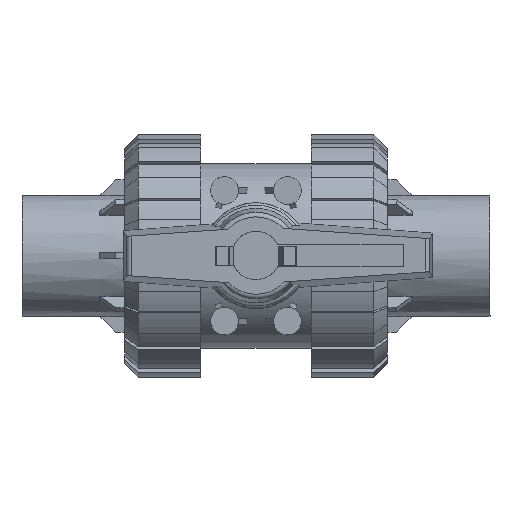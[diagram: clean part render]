
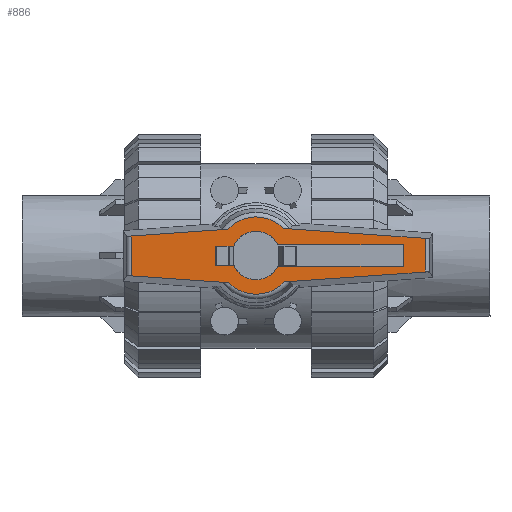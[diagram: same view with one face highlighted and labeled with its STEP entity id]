
A CAD part, top view. The second image highlights one B-rep face of the part: STEP entity #886.
In plain terms, the highlighted planar face has unit normal (0, 0, 1).
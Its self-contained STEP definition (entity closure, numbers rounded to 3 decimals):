
#886=ADVANCED_FACE('',(#2081,#2082),#2083,.T.);
#2081=FACE_BOUND('',#3657,.T.);
#2082=FACE_OUTER_BOUND('',#3658,.T.);
#2083=PLANE('',#3659);
#3657=EDGE_LOOP('',(#6542,#6543,#6544,#6545,#6546,#6547,#6548,#6549));
#3658=EDGE_LOOP('',(#6550,#6551,#6552,#6553,#6554,#6555,#6556,#6557));
#3659=AXIS2_PLACEMENT_3D('',#6558,#6559,#6560);
#6542=ORIENTED_EDGE('',*,*,#10507,.T.);
#6543=ORIENTED_EDGE('',*,*,#10578,.T.);
#6544=ORIENTED_EDGE('',*,*,#10685,.T.);
#6545=ORIENTED_EDGE('',*,*,#10693,.T.);
#6546=ORIENTED_EDGE('',*,*,#10489,.T.);
#6547=ORIENTED_EDGE('',*,*,#10429,.T.);
#6548=ORIENTED_EDGE('',*,*,#10420,.T.);
#6549=ORIENTED_EDGE('',*,*,#10498,.T.);
#6550=ORIENTED_EDGE('',*,*,#10642,.T.);
#6551=ORIENTED_EDGE('',*,*,#10797,.T.);
#6552=ORIENTED_EDGE('',*,*,#10739,.T.);
#6553=ORIENTED_EDGE('',*,*,#10746,.F.);
#6554=ORIENTED_EDGE('',*,*,#10674,.T.);
#6555=ORIENTED_EDGE('',*,*,#10777,.T.);
#6556=ORIENTED_EDGE('',*,*,#10720,.T.);
#6557=ORIENTED_EDGE('',*,*,#10727,.T.);
#6558=CARTESIAN_POINT('',(7.994,0.0,160.5));
#6559=DIRECTION('',(0.0,0.0,1.0));
#6560=DIRECTION('',(1.0,0.0,0.0));
#10420=EDGE_CURVE('',#12442,#12443,#12444,.T.);
#10429=EDGE_CURVE('',#12457,#12442,#12458,.T.);
#10489=EDGE_CURVE('',#12554,#12457,#12555,.T.);
#10498=EDGE_CURVE('',#12443,#12568,#12569,.T.);
#10507=EDGE_CURVE('',#12568,#12579,#12580,.T.);
#10578=EDGE_CURVE('',#12579,#12671,#12673,.T.);
#10642=EDGE_CURVE('',#12781,#12779,#12782,.T.);
#10674=EDGE_CURVE('',#12836,#12834,#12837,.T.);
#10685=EDGE_CURVE('',#12671,#12854,#12855,.T.);
#10693=EDGE_CURVE('',#12854,#12554,#12864,.T.);
#10720=EDGE_CURVE('',#12901,#12899,#12902,.T.);
#10727=EDGE_CURVE('',#12899,#12781,#12912,.T.);
#10739=EDGE_CURVE('',#12929,#12927,#12930,.T.);
#10746=EDGE_CURVE('',#12836,#12927,#12940,.T.);
#10777=EDGE_CURVE('',#12834,#12901,#12977,.T.);
#10797=EDGE_CURVE('',#12779,#12929,#12997,.T.);
#12442=VERTEX_POINT('',#15429);
#12443=VERTEX_POINT('',#15430);
#12444=LINE('',#15431,#15432);
#12457=VERTEX_POINT('',#15451);
#12458=LINE('',#15452,#15453);
#12554=VERTEX_POINT('',#15582);
#12555=CIRCLE('',#15583,10.0);
#12568=VERTEX_POINT('',#15598);
#12569=LINE('',#15599,#15600);
#12579=VERTEX_POINT('',#15615);
#12580=CIRCLE('',#15616,10.0);
#12671=VERTEX_POINT('',#15740);
#12673=LINE('',#15743,#15744);
#12779=VERTEX_POINT('',#16049);
#12781=VERTEX_POINT('',#16076);
#12782=LINE('',#16077,#16078);
#12834=VERTEX_POINT('',#16244);
#12836=VERTEX_POINT('',#16271);
#12837=LINE('',#16272,#16273);
#12854=VERTEX_POINT('',#16295);
#12855=LINE('',#16296,#16297);
#12864=LINE('',#16309,#16310);
#12899=VERTEX_POINT('',#16355);
#12901=VERTEX_POINT('',#16357);
#12902=LINE('',#16358,#16359);
#12912=LINE('',#16429,#16430);
#12927=VERTEX_POINT('',#16449);
#12929=VERTEX_POINT('',#16451);
#12930=LINE('',#16452,#16453);
#12940=LINE('',#16523,#16524);
#12977=CIRCLE('',#16633,15.988);
#12997=CIRCLE('',#16653,15.988);
#15429=CARTESIAN_POINT('',(60.833,4.375,160.5));
#15430=CARTESIAN_POINT('',(60.833,-4.375,160.5));
#15431=CARTESIAN_POINT('',(60.833,0.0,160.5));
#15432=VECTOR('',#21877,1.0);
#15451=CARTESIAN_POINT('',(8.992,4.375,160.5));
#15452=CARTESIAN_POINT('',(19.205,4.375,160.5));
#15453=VECTOR('',#21884,1.0);
#15582=CARTESIAN_POINT('',(-9.192,3.938,160.5));
#15583=AXIS2_PLACEMENT_3D('',#21972,#21973,#21974);
#15598=CARTESIAN_POINT('',(8.992,-4.375,160.5));
#15599=CARTESIAN_POINT('',(19.205,-4.375,160.5));
#15600=VECTOR('',#21989,1.0);
#15615=CARTESIAN_POINT('',(-9.192,-3.938,160.5));
#15616=AXIS2_PLACEMENT_3D('',#21995,#21996,#21997);
#15740=CARTESIAN_POINT('',(-16.933,-3.938,160.5));
#15743=CARTESIAN_POINT('',(-2.601,-3.938,160.5));
#15744=VECTOR('',#22065,1.0);
#16049=CARTESIAN_POINT('',(-11.394,-11.216,160.5));
#16076=CARTESIAN_POINT('',(-51.662,-8.4,160.5));
#16077=CARTESIAN_POINT('',(-4.192,-11.72,160.5));
#16078=VECTOR('',#22119,1.0);
#16244=CARTESIAN_POINT('',(11.394,11.216,160.5));
#16271=CARTESIAN_POINT('',(69.912,7.124,160.5));
#16272=CARTESIAN_POINT('',(37.881,9.364,160.5));
#16273=VECTOR('',#22147,1.0);
#16295=CARTESIAN_POINT('',(-16.933,3.938,160.5));
#16296=CARTESIAN_POINT('',(-16.933,5.906,160.5));
#16297=VECTOR('',#22162,1.0);
#16309=CARTESIAN_POINT('',(-2.601,3.938,160.5));
#16310=VECTOR('',#22169,1.0);
#16355=CARTESIAN_POINT('',(-51.662,8.09,160.5));
#16357=CARTESIAN_POINT('',(-11.712,10.883,160.5));
#16358=CARTESIAN_POINT('',(-3.074,11.487,160.5));
#16359=VECTOR('',#22201,1.0);
#16429=CARTESIAN_POINT('',(-51.662,15.75,160.5));
#16430=VECTOR('',#22203,1.0);
#16449=CARTESIAN_POINT('',(69.912,-6.814,160.5));
#16451=CARTESIAN_POINT('',(11.712,-10.883,160.5));
#16452=CARTESIAN_POINT('',(38.956,-8.978,160.5));
#16453=VECTOR('',#22217,1.0);
#16523=CARTESIAN_POINT('',(69.912,15.75,160.5));
#16524=VECTOR('',#22219,1.0);
#16633=AXIS2_PLACEMENT_3D('',#22254,#22255,#22256);
#16653=AXIS2_PLACEMENT_3D('',#22281,#22282,#22283);
#21877=DIRECTION('',(0.0,-1.0,0.0));
#21884=DIRECTION('',(1.0,0.0,-0.0));
#21972=CARTESIAN_POINT('',(0.0,0.0,160.5));
#21973=DIRECTION('',(0.0,0.0,-1.0));
#21974=DIRECTION('',(1.0,0.0,0.0));
#21989=DIRECTION('',(-1.0,0.0,0.0));
#21995=CARTESIAN_POINT('',(0.0,0.0,160.5));
#21996=DIRECTION('',(0.0,0.0,-1.0));
#21997=DIRECTION('',(1.0,0.0,0.0));
#22065=DIRECTION('',(-1.0,0.0,0.0));
#22119=DIRECTION('',(0.998,-0.07,0.0));
#22147=DIRECTION('',(-0.998,0.07,0.0));
#22162=DIRECTION('',(0.0,1.0,-0.0));
#22169=DIRECTION('',(1.0,0.0,0.0));
#22201=DIRECTION('',(-0.998,-0.07,0.0));
#22203=DIRECTION('',(0.0,-1.0,0.0));
#22217=DIRECTION('',(0.998,0.07,-0.0));
#22219=DIRECTION('',(0.0,-1.0,0.0));
#22254=CARTESIAN_POINT('',(0.0,0.0,160.5));
#22255=DIRECTION('',(0.0,0.0,1.0));
#22256=DIRECTION('',(1.0,0.0,0.0));
#22281=CARTESIAN_POINT('',(0.0,0.0,160.5));
#22282=DIRECTION('',(0.0,0.0,1.0));
#22283=DIRECTION('',(1.0,0.0,0.0));
